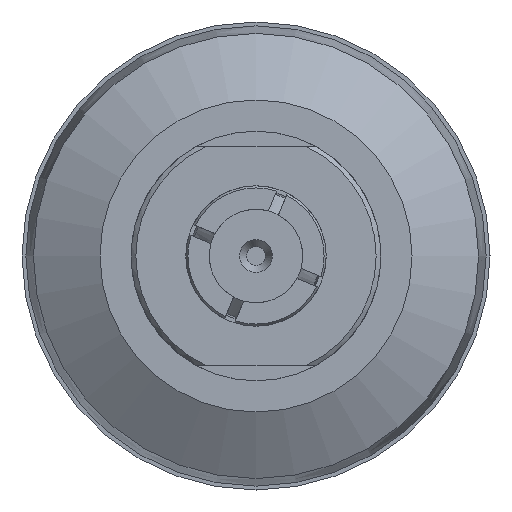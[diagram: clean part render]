
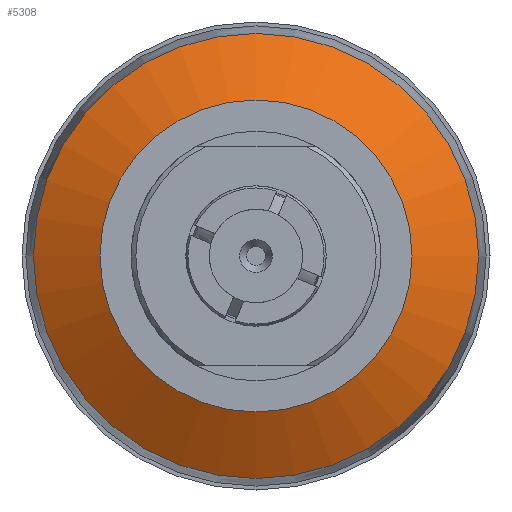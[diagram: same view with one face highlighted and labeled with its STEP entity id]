
A CAD part, left-side view. The second image highlights one B-rep face of the part: STEP entity #5308.
In plain terms, the highlighted conical face has half-angle 60 degrees and reference radius 12.133 mm.
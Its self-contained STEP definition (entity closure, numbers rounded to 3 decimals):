
#5281=CARTESIAN_POINT('',(-81.469,0.,0.0));
#5282=DIRECTION('',(1.0,0.,0.0));
#5283=DIRECTION('',(0.0,1.0,0.0));
#5284=AXIS2_PLACEMENT_3D('',#5281,#5282,#5283);
#5285=CONICAL_SURFACE('',#5284,12.133,60.);
#5286=CARTESIAN_POINT('',(-80.237,14.266,0.0));
#5287=VERTEX_POINT('',#5286);
#5288=CARTESIAN_POINT('',(-80.237,0.,0.0));
#5289=DIRECTION('',(1.0,0.0,0.0));
#5290=DIRECTION('',(0.0,1.0,0.0));
#5291=AXIS2_PLACEMENT_3D('',#5288,#5289,#5290);
#5292=CIRCLE('',#5291,14.266);
#5293=EDGE_CURVE('',#5287,#5287,#5292,.T.);
#5294=ORIENTED_EDGE('',*,*,#5293,.F.);
#5295=EDGE_LOOP('',(#5294));
#5296=FACE_OUTER_BOUND('',#5295,.T.);
#5297=CARTESIAN_POINT('',(-82.7,10.,0.0));
#5298=VERTEX_POINT('',#5297);
#5299=CARTESIAN_POINT('',(-82.7,0.,0.0));
#5300=DIRECTION('',(1.0,0.0,0.0));
#5301=DIRECTION('',(0.0,1.0,0.0));
#5302=AXIS2_PLACEMENT_3D('',#5299,#5300,#5301);
#5303=CIRCLE('',#5302,10.0);
#5304=EDGE_CURVE('',#5298,#5298,#5303,.T.);
#5305=ORIENTED_EDGE('',*,*,#5304,.T.);
#5306=EDGE_LOOP('',(#5305));
#5307=FACE_BOUND('',#5306,.T.);
#5308=ADVANCED_FACE('',(#5296,#5307),#5285,.T.);
